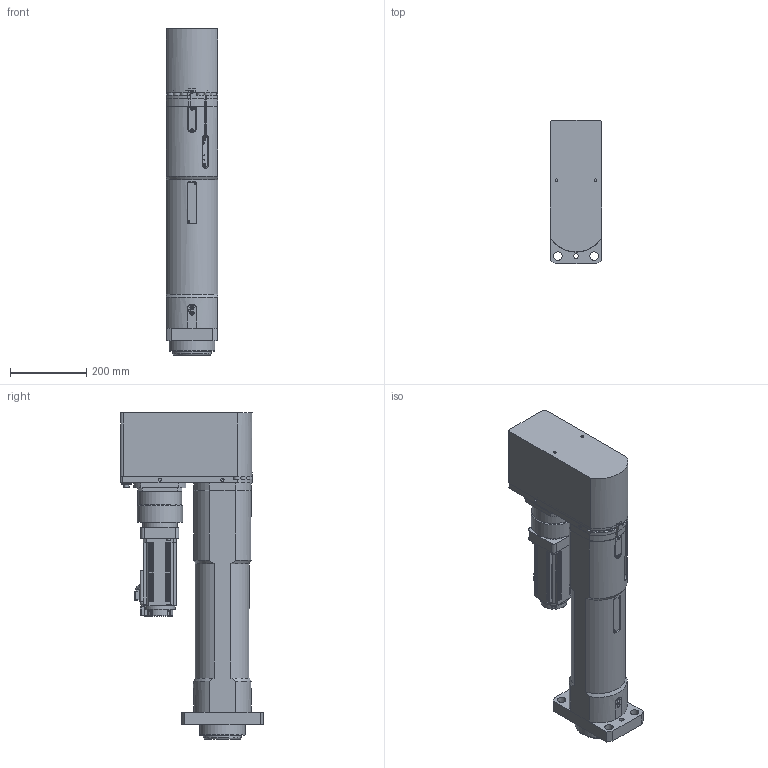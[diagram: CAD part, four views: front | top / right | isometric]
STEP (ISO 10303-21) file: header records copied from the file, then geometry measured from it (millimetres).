
FILE_DESCRIPTION(/* description */ (''),/* implementation_level */ '2;1');
FILE_NAME(/* name */ 'DPS-801R4J-20FB-CE(DS-P080).stp',/* time_stamp */ '2024-12-05T16:50:57+09:00',/* author */ ('y-miz'),/* organization */ (''),/* preprocessor_version */ 'ST-DEVELOPER v19.2',/* originating_system */ 'Autodesk Inventor 2023',/* authorisation */ '');
FILE_SCHEMA (('AUTOMOTIVE_DESIGN { 1 0 10303 214 3 1 1 }'));
Products named in the file (1): DPS-801R4J-20FB-CE(DS-P080)
Bounding box: 135 x 374.5 x 855 mm (x, y, z)
Volume: 22008046.2 mm3; surface area: 889207.6 mm2
Topology: 2 solids, 4 shells, 1709 faces, 4426 edges, 2889 vertices
Faces by surface type: plane 877, cylinder 438, bspline 223, cone 95, torus 64, sphere 12
Full cylindrical faces by diameter (mm): 1 x7, 1.1 x7, 1.2 x4, 1.4 x4, 1.55 x7, 2.459 x2, 3.242 x7, 4 x1, 4.5 x4, 4.917 x10, 5 x1, 6.5 x4, 6.6 x4, 6.647 x8, 7 x6, 7.5 x4, 8 x8, 8.376 x4, 8.5 x8, 9 x4, 10.106 x6, 10.3 x1, 10.6 x2, 10.7 x1, 11 x4, 12 x3, 14.92 x5, 15.96 x5, 16 x2, 16.5 x1
Entity records: 63613 total; most frequent: CARTESIAN_POINT 21048, ORIENTED_EDGE 8800, DIRECTION 7800, EDGE_CURVE 4400, VERTEX_POINT 2891, LINE 2628, VECTOR 2628, AXIS2_PLACEMENT_3D 2586
